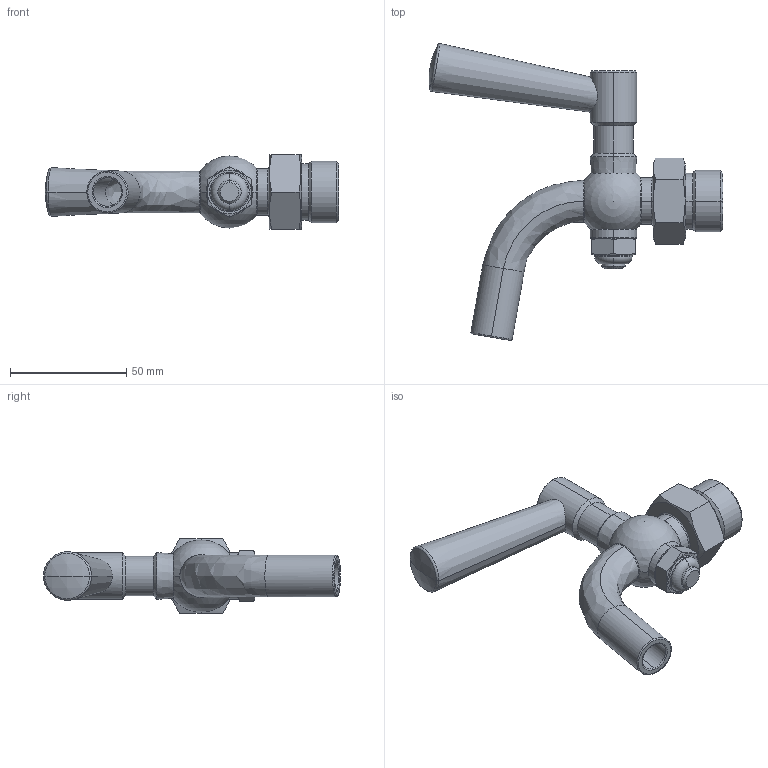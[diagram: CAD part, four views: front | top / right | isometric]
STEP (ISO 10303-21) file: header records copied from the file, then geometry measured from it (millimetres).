
FILE_DESCRIPTION (( 'STEP AP214' ), '1' );
FILE_NAME ('AH-034-E00-4 Ablasshahn heco.STEP', '2016-07-29T08:31:49', ( '' ), ( '' ), 'SwSTEP 2.0', 'SolidWorks 2016', '' );
FILE_SCHEMA (( 'AUTOMOTIVE_DESIGN' ));
Length unit declared in the file: millimetre
Products named in the file (1): AH-034-E00-4 Ablasshahn heco
Bounding box: 126.21 x 127.65 x 32 mm (x, y, z)
Volume: 75901.1 mm3; surface area: 24220.8 mm2
Topology: 1 solids, 1 shells, 101 faces, 234 edges, 141 vertices
Faces by surface type: cone 30, plane 23, cylinder 20, bspline 14, torus 10, sphere 4
Entity records: 5562 total; most frequent: CARTESIAN_POINT 2222, DIRECTION 466, ORIENTED_EDGE 456, EDGE_CURVE 228, AXIS2_PLACEMENT_3D 200, VERTEX_POINT 137, CIRCLE 112, EDGE_LOOP 111
